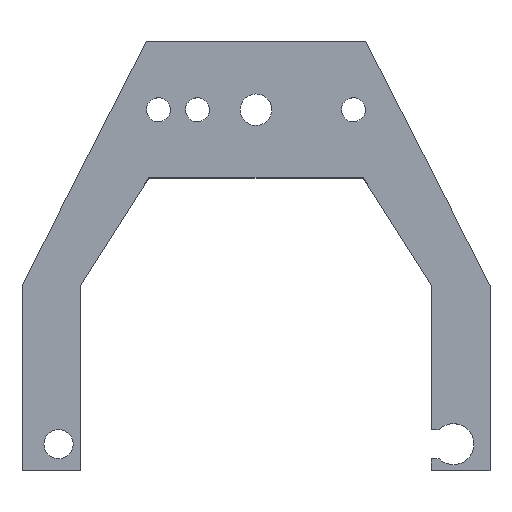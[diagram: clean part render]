
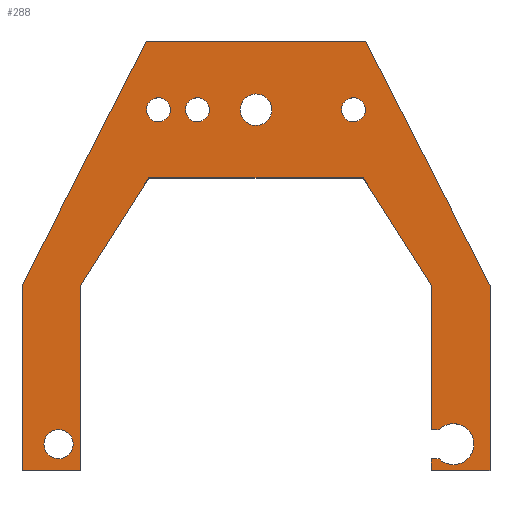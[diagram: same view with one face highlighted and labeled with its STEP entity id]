
A CAD part, top view. The second image highlights one B-rep face of the part: STEP entity #288.
In plain terms, the highlighted planar face has unit normal (0, 0, 1).
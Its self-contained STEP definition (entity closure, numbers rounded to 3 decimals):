
#62=AXIS2_PLACEMENT_3D('Circle Axis2P3D',#60,#61,$) ;
#75=AXIS2_PLACEMENT_3D('Plane Axis2P3D',#72,#73,#74) ;
#144=AXIS2_PLACEMENT_3D('Circle Axis2P3D',#142,#143,$) ;
#209=AXIS2_PLACEMENT_3D('Circle Axis2P3D',#207,#208,$) ;
#218=AXIS2_PLACEMENT_3D('Circle Axis2P3D',#216,#217,$) ;
#227=AXIS2_PLACEMENT_3D('Circle Axis2P3D',#225,#226,$) ;
#236=AXIS2_PLACEMENT_3D('Circle Axis2P3D',#234,#235,$) ;
#245=AXIS2_PLACEMENT_3D('Circle Axis2P3D',#243,#244,$) ;
#254=AXIS2_PLACEMENT_3D('Circle Axis2P3D',#252,#253,$) ;
#263=AXIS2_PLACEMENT_3D('Circle Axis2P3D',#261,#262,$) ;
#272=AXIS2_PLACEMENT_3D('Circle Axis2P3D',#270,#271,$) ;
#281=AXIS2_PLACEMENT_3D('Circle Axis2P3D',#279,#280,$) ;
#43=CARTESIAN_POINT('Vertex',(22.577,37.777,2.)) ;
#57=CARTESIAN_POINT('Vertex',(25.423,36.223,2.)) ;
#60=CARTESIAN_POINT('Axis2P3D Location',(24.,37.,2.)) ;
#72=CARTESIAN_POINT('Axis2P3D Location',(24.,44.,2.)) ;
#77=CARTESIAN_POINT('Line Origine',(6.375,31.5,2.)) ;
#81=CARTESIAN_POINT('Vertex',(12.75,44.,2.)) ;
#83=CARTESIAN_POINT('Vertex',(0.,19.,2.)) ;
#86=CARTESIAN_POINT('Line Origine',(0.,9.5,2.)) ;
#90=CARTESIAN_POINT('Vertex',(0.,0.,2.)) ;
#93=CARTESIAN_POINT('Line Origine',(3.,0.,2.)) ;
#97=CARTESIAN_POINT('Vertex',(6.,0.,2.)) ;
#100=CARTESIAN_POINT('Line Origine',(6.,9.5,2.)) ;
#104=CARTESIAN_POINT('Vertex',(6.,19.,2.)) ;
#107=CARTESIAN_POINT('Line Origine',(9.5,24.5,2.)) ;
#111=CARTESIAN_POINT('Vertex',(13.,30.,2.)) ;
#114=CARTESIAN_POINT('Line Origine',(24.,30.,2.)) ;
#118=CARTESIAN_POINT('Vertex',(35.,30.,2.)) ;
#121=CARTESIAN_POINT('Line Origine',(38.5,24.5,2.)) ;
#125=CARTESIAN_POINT('Vertex',(42.,19.,2.)) ;
#128=CARTESIAN_POINT('Line Origine',(42.,11.6,2.)) ;
#132=CARTESIAN_POINT('Vertex',(42.,4.2,2.)) ;
#135=CARTESIAN_POINT('Line Origine',(42.39,4.2,2.)) ;
#139=CARTESIAN_POINT('Vertex',(42.78,4.2,2.)) ;
#142=CARTESIAN_POINT('Axis2P3D Location',(44.25,2.7,2.)) ;
#146=CARTESIAN_POINT('Vertex',(42.78,1.2,2.)) ;
#149=CARTESIAN_POINT('Line Origine',(42.39,1.2,2.)) ;
#153=CARTESIAN_POINT('Vertex',(42.,1.2,2.)) ;
#156=CARTESIAN_POINT('Line Origine',(42.,0.6,2.)) ;
#160=CARTESIAN_POINT('Vertex',(42.,0.,2.)) ;
#163=CARTESIAN_POINT('Line Origine',(45.,0.,2.)) ;
#167=CARTESIAN_POINT('Vertex',(48.,0.,2.)) ;
#170=CARTESIAN_POINT('Line Origine',(48.,9.5,2.)) ;
#174=CARTESIAN_POINT('Vertex',(48.,19.,2.)) ;
#177=CARTESIAN_POINT('Line Origine',(41.625,31.5,2.)) ;
#181=CARTESIAN_POINT('Vertex',(35.25,44.,2.)) ;
#184=CARTESIAN_POINT('Line Origine',(24.,44.,2.)) ;
#207=CARTESIAN_POINT('Axis2P3D Location',(24.,37.,2.)) ;
#216=CARTESIAN_POINT('Axis2P3D Location',(34.,37.,2.)) ;
#220=CARTESIAN_POINT('Vertex',(32.921,37.589,2.)) ;
#222=CARTESIAN_POINT('Vertex',(35.079,36.411,2.)) ;
#225=CARTESIAN_POINT('Axis2P3D Location',(34.,37.,2.)) ;
#234=CARTESIAN_POINT('Axis2P3D Location',(3.75,2.7,2.)) ;
#238=CARTESIAN_POINT('Vertex',(2.25,2.7,2.)) ;
#240=CARTESIAN_POINT('Vertex',(5.25,2.7,2.)) ;
#243=CARTESIAN_POINT('Axis2P3D Location',(3.75,2.7,2.)) ;
#252=CARTESIAN_POINT('Axis2P3D Location',(18.,37.,2.)) ;
#256=CARTESIAN_POINT('Vertex',(19.079,36.411,2.)) ;
#258=CARTESIAN_POINT('Vertex',(16.921,37.589,2.)) ;
#261=CARTESIAN_POINT('Axis2P3D Location',(18.,37.,2.)) ;
#270=CARTESIAN_POINT('Axis2P3D Location',(14.,37.,2.)) ;
#274=CARTESIAN_POINT('Vertex',(15.079,36.411,2.)) ;
#276=CARTESIAN_POINT('Vertex',(12.921,37.589,2.)) ;
#279=CARTESIAN_POINT('Axis2P3D Location',(14.,37.,2.)) ;
#61=DIRECTION('Axis2P3D Direction',(0.,0.,-1.)) ;
#73=DIRECTION('Axis2P3D Direction',(0.,0.,1.)) ;
#74=DIRECTION('Axis2P3D XDirection',(1.,0.,0.)) ;
#78=DIRECTION('Vector Direction',(-0.454,-0.891,0.)) ;
#87=DIRECTION('Vector Direction',(0.,-1.,0.)) ;
#94=DIRECTION('Vector Direction',(1.,0.,0.)) ;
#101=DIRECTION('Vector Direction',(0.,1.,0.)) ;
#108=DIRECTION('Vector Direction',(0.537,0.844,0.)) ;
#115=DIRECTION('Vector Direction',(-1.,0.,0.)) ;
#122=DIRECTION('Vector Direction',(-0.537,0.844,0.)) ;
#129=DIRECTION('Vector Direction',(0.,1.,0.)) ;
#136=DIRECTION('Vector Direction',(-1.,0.,0.)) ;
#143=DIRECTION('Axis2P3D Direction',(0.,0.,1.)) ;
#150=DIRECTION('Vector Direction',(-1.,0.,0.)) ;
#157=DIRECTION('Vector Direction',(0.,1.,0.)) ;
#164=DIRECTION('Vector Direction',(-1.,0.,0.)) ;
#171=DIRECTION('Vector Direction',(0.,-1.,0.)) ;
#178=DIRECTION('Vector Direction',(0.454,-0.891,0.)) ;
#185=DIRECTION('Vector Direction',(1.,0.,0.)) ;
#208=DIRECTION('Axis2P3D Direction',(0.,0.,1.)) ;
#217=DIRECTION('Axis2P3D Direction',(0.,0.,1.)) ;
#226=DIRECTION('Axis2P3D Direction',(0.,0.,1.)) ;
#235=DIRECTION('Axis2P3D Direction',(0.,0.,1.)) ;
#244=DIRECTION('Axis2P3D Direction',(0.,0.,1.)) ;
#253=DIRECTION('Axis2P3D Direction',(0.,0.,1.)) ;
#262=DIRECTION('Axis2P3D Direction',(0.,0.,1.)) ;
#271=DIRECTION('Axis2P3D Direction',(0.,0.,1.)) ;
#280=DIRECTION('Axis2P3D Direction',(0.,0.,1.)) ;
#79=VECTOR('Line Direction',#78,1.) ;
#88=VECTOR('Line Direction',#87,1.) ;
#95=VECTOR('Line Direction',#94,1.) ;
#102=VECTOR('Line Direction',#101,1.) ;
#109=VECTOR('Line Direction',#108,1.) ;
#116=VECTOR('Line Direction',#115,1.) ;
#123=VECTOR('Line Direction',#122,1.) ;
#130=VECTOR('Line Direction',#129,1.) ;
#137=VECTOR('Line Direction',#136,1.) ;
#151=VECTOR('Line Direction',#150,1.) ;
#158=VECTOR('Line Direction',#157,1.) ;
#165=VECTOR('Line Direction',#164,1.) ;
#172=VECTOR('Line Direction',#171,1.) ;
#179=VECTOR('Line Direction',#178,1.) ;
#186=VECTOR('Line Direction',#185,1.) ;
#190=ORIENTED_EDGE('',*,*,#85,.T.) ;
#191=ORIENTED_EDGE('',*,*,#92,.T.) ;
#192=ORIENTED_EDGE('',*,*,#99,.T.) ;
#193=ORIENTED_EDGE('',*,*,#106,.T.) ;
#194=ORIENTED_EDGE('',*,*,#113,.T.) ;
#195=ORIENTED_EDGE('',*,*,#120,.T.) ;
#196=ORIENTED_EDGE('',*,*,#127,.T.) ;
#197=ORIENTED_EDGE('',*,*,#134,.T.) ;
#198=ORIENTED_EDGE('',*,*,#141,.T.) ;
#199=ORIENTED_EDGE('',*,*,#148,.T.) ;
#200=ORIENTED_EDGE('',*,*,#155,.T.) ;
#201=ORIENTED_EDGE('',*,*,#162,.T.) ;
#202=ORIENTED_EDGE('',*,*,#169,.T.) ;
#203=ORIENTED_EDGE('',*,*,#176,.T.) ;
#204=ORIENTED_EDGE('',*,*,#183,.T.) ;
#205=ORIENTED_EDGE('',*,*,#188,.T.) ;
#213=ORIENTED_EDGE('',*,*,#211,.F.) ;
#214=ORIENTED_EDGE('',*,*,#64,.F.) ;
#231=ORIENTED_EDGE('',*,*,#224,.F.) ;
#232=ORIENTED_EDGE('',*,*,#229,.F.) ;
#249=ORIENTED_EDGE('',*,*,#242,.F.) ;
#250=ORIENTED_EDGE('',*,*,#247,.F.) ;
#267=ORIENTED_EDGE('',*,*,#260,.F.) ;
#268=ORIENTED_EDGE('',*,*,#265,.F.) ;
#285=ORIENTED_EDGE('',*,*,#278,.F.) ;
#286=ORIENTED_EDGE('',*,*,#283,.F.) ;
#215=FACE_BOUND('',#212,.T.) ;
#233=FACE_BOUND('',#230,.T.) ;
#251=FACE_BOUND('',#248,.T.) ;
#269=FACE_BOUND('',#266,.T.) ;
#287=FACE_BOUND('',#284,.T.) ;
#288=ADVANCED_FACE('Hauptkoerper',(#206,#215,#233,#251,#269,#287),#76,.T.) ;
#63=CIRCLE('generated circle',#62,1.621) ;
#145=CIRCLE('generated circle',#144,2.1) ;
#210=CIRCLE('generated circle',#209,1.621) ;
#219=CIRCLE('generated circle',#218,1.23) ;
#228=CIRCLE('generated circle',#227,1.23) ;
#237=CIRCLE('generated circle',#236,1.5) ;
#246=CIRCLE('generated circle',#245,1.5) ;
#255=CIRCLE('generated circle',#254,1.23) ;
#264=CIRCLE('generated circle',#263,1.23) ;
#273=CIRCLE('generated circle',#272,1.23) ;
#282=CIRCLE('generated circle',#281,1.23) ;
#64=EDGE_CURVE('',#58,#44,#63,.F.) ;
#85=EDGE_CURVE('',#82,#84,#80,.T.) ;
#92=EDGE_CURVE('',#84,#91,#89,.T.) ;
#99=EDGE_CURVE('',#91,#98,#96,.T.) ;
#106=EDGE_CURVE('',#98,#105,#103,.T.) ;
#113=EDGE_CURVE('',#105,#112,#110,.T.) ;
#120=EDGE_CURVE('',#112,#119,#117,.F.) ;
#127=EDGE_CURVE('',#119,#126,#124,.F.) ;
#134=EDGE_CURVE('',#126,#133,#131,.F.) ;
#141=EDGE_CURVE('',#133,#140,#138,.F.) ;
#148=EDGE_CURVE('',#140,#147,#145,.F.) ;
#155=EDGE_CURVE('',#147,#154,#152,.T.) ;
#162=EDGE_CURVE('',#154,#161,#159,.F.) ;
#169=EDGE_CURVE('',#161,#168,#166,.F.) ;
#176=EDGE_CURVE('',#168,#175,#173,.F.) ;
#183=EDGE_CURVE('',#175,#182,#180,.F.) ;
#188=EDGE_CURVE('',#182,#82,#187,.F.) ;
#211=EDGE_CURVE('',#44,#58,#210,.T.) ;
#224=EDGE_CURVE('',#221,#223,#219,.T.) ;
#229=EDGE_CURVE('',#223,#221,#228,.T.) ;
#242=EDGE_CURVE('',#239,#241,#237,.T.) ;
#247=EDGE_CURVE('',#241,#239,#246,.T.) ;
#260=EDGE_CURVE('',#257,#259,#255,.T.) ;
#265=EDGE_CURVE('',#259,#257,#264,.T.) ;
#278=EDGE_CURVE('',#275,#277,#273,.T.) ;
#283=EDGE_CURVE('',#277,#275,#282,.T.) ;
#189=EDGE_LOOP('',(#190,#191,#192,#193,#194,#195,#196,#197,#198,#199,#200,#201,#202,#203,#204,#205)) ;
#212=EDGE_LOOP('',(#213,#214)) ;
#230=EDGE_LOOP('',(#231,#232)) ;
#248=EDGE_LOOP('',(#249,#250)) ;
#266=EDGE_LOOP('',(#267,#268)) ;
#284=EDGE_LOOP('',(#285,#286)) ;
#206=FACE_OUTER_BOUND('',#189,.T.) ;
#80=LINE('Line',#77,#79) ;
#89=LINE('Line',#86,#88) ;
#96=LINE('Line',#93,#95) ;
#103=LINE('Line',#100,#102) ;
#110=LINE('Line',#107,#109) ;
#117=LINE('Line',#114,#116) ;
#124=LINE('Line',#121,#123) ;
#131=LINE('Line',#128,#130) ;
#138=LINE('Line',#135,#137) ;
#152=LINE('Line',#149,#151) ;
#159=LINE('Line',#156,#158) ;
#166=LINE('Line',#163,#165) ;
#173=LINE('Line',#170,#172) ;
#180=LINE('Line',#177,#179) ;
#187=LINE('Line',#184,#186) ;
#76=PLANE('',#75) ;
#44=VERTEX_POINT('',#43) ;
#58=VERTEX_POINT('',#57) ;
#82=VERTEX_POINT('',#81) ;
#84=VERTEX_POINT('',#83) ;
#91=VERTEX_POINT('',#90) ;
#98=VERTEX_POINT('',#97) ;
#105=VERTEX_POINT('',#104) ;
#112=VERTEX_POINT('',#111) ;
#119=VERTEX_POINT('',#118) ;
#126=VERTEX_POINT('',#125) ;
#133=VERTEX_POINT('',#132) ;
#140=VERTEX_POINT('',#139) ;
#147=VERTEX_POINT('',#146) ;
#154=VERTEX_POINT('',#153) ;
#161=VERTEX_POINT('',#160) ;
#168=VERTEX_POINT('',#167) ;
#175=VERTEX_POINT('',#174) ;
#182=VERTEX_POINT('',#181) ;
#221=VERTEX_POINT('',#220) ;
#223=VERTEX_POINT('',#222) ;
#239=VERTEX_POINT('',#238) ;
#241=VERTEX_POINT('',#240) ;
#257=VERTEX_POINT('',#256) ;
#259=VERTEX_POINT('',#258) ;
#275=VERTEX_POINT('',#274) ;
#277=VERTEX_POINT('',#276) ;
